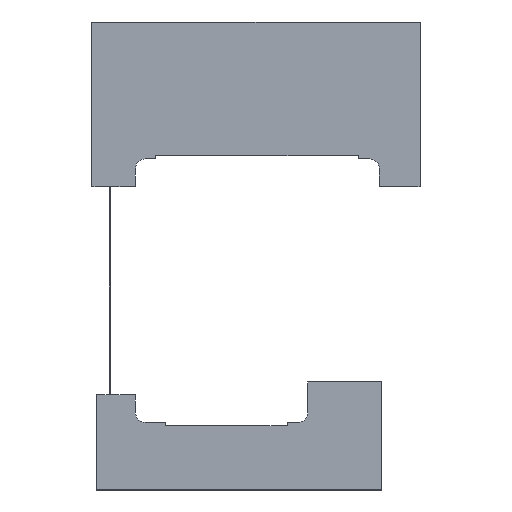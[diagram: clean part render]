
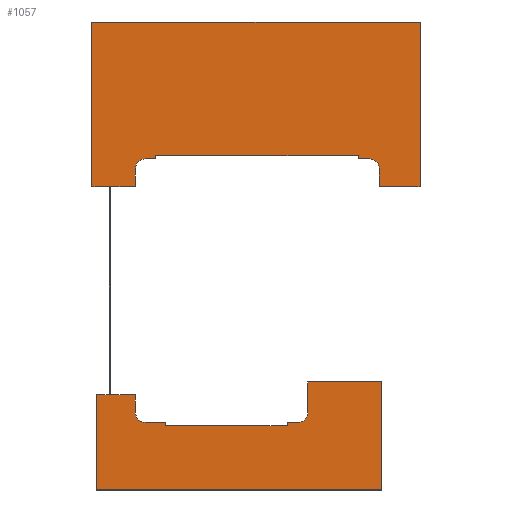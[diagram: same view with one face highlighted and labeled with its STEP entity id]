
A CAD part, top view. The second image highlights one B-rep face of the part: STEP entity #1057.
In plain terms, the highlighted planar face has unit normal (0, 0, 1).
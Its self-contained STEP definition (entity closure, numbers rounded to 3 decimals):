
#24 = VERTEX_POINT('',#25);
#25 = CARTESIAN_POINT('',(40.043,40.089,1.7));
#31 = EDGE_CURVE('',#24,#32,#34,.T.);
#32 = VERTEX_POINT('',#33);
#33 = CARTESIAN_POINT('',(40.043,34.589,1.7));
#34 = LINE('',#35,#36);
#35 = CARTESIAN_POINT('',(40.043,40.089,1.7));
#36 = VECTOR('',#37,1.);
#37 = DIRECTION('',(0.,-1.,0.));
#62 = EDGE_CURVE('',#32,#63,#65,.T.);
#63 = VERTEX_POINT('',#64);
#64 = CARTESIAN_POINT('',(52.542,34.589,1.7));
#65 = LINE('',#66,#67);
#66 = CARTESIAN_POINT('',(40.043,34.589,1.7));
#67 = VECTOR('',#68,1.);
#68 = DIRECTION('',(1.,0.,0.));
#93 = EDGE_CURVE('',#63,#94,#96,.T.);
#94 = VERTEX_POINT('',#95);
#95 = CARTESIAN_POINT('',(52.542,85.169,1.7));
#96 = LINE('',#97,#98);
#97 = CARTESIAN_POINT('',(52.542,34.589,1.7));
#98 = VECTOR('',#99,1.);
#99 = DIRECTION('',(0.,1.,0.));
#124 = EDGE_CURVE('',#94,#125,#127,.T.);
#125 = VERTEX_POINT('',#126);
#126 = CARTESIAN_POINT('',(-48.313,85.169,1.7));
#127 = LINE('',#128,#129);
#128 = CARTESIAN_POINT('',(52.542,85.169,1.7));
#129 = VECTOR('',#130,1.);
#130 = DIRECTION('',(-1.,0.,0.));
#155 = EDGE_CURVE('',#125,#156,#158,.T.);
#156 = VERTEX_POINT('',#157);
#157 = CARTESIAN_POINT('',(-48.313,34.589,1.7));
#158 = LINE('',#159,#160);
#159 = CARTESIAN_POINT('',(-48.313,85.169,1.7));
#160 = VECTOR('',#161,1.);
#161 = DIRECTION('',(0.,-1.,0.));
#186 = EDGE_CURVE('',#156,#187,#189,.T.);
#187 = VERTEX_POINT('',#188);
#188 = CARTESIAN_POINT('',(-43.027,34.589,1.7));
#189 = LINE('',#190,#191);
#190 = CARTESIAN_POINT('',(-48.313,34.589,1.7));
#191 = VECTOR('',#192,1.);
#192 = DIRECTION('',(1.,0.,0.));
#217 = EDGE_CURVE('',#187,#218,#220,.T.);
#218 = VERTEX_POINT('',#219);
#219 = CARTESIAN_POINT('',(-43.027,-29.35,1.7));
#220 = LINE('',#221,#222);
#221 = CARTESIAN_POINT('',(-43.027,34.589,1.7));
#222 = VECTOR('',#223,1.);
#223 = DIRECTION('',(0.,-1.,0.));
#248 = EDGE_CURVE('',#218,#249,#251,.T.);
#249 = VERTEX_POINT('',#250);
#250 = CARTESIAN_POINT('',(-46.913,-29.35,1.7));
#251 = LINE('',#252,#253);
#252 = CARTESIAN_POINT('',(-43.027,-29.35,1.7));
#253 = VECTOR('',#254,1.);
#254 = DIRECTION('',(-1.,0.,0.));
#279 = EDGE_CURVE('',#249,#280,#282,.T.);
#280 = VERTEX_POINT('',#281);
#281 = CARTESIAN_POINT('',(-46.913,-58.704,1.7));
#282 = LINE('',#283,#284);
#283 = CARTESIAN_POINT('',(-46.913,-29.35,1.7));
#284 = VECTOR('',#285,1.);
#285 = DIRECTION('',(0.,-1.,0.));
#310 = EDGE_CURVE('',#280,#311,#313,.T.);
#311 = VERTEX_POINT('',#312);
#312 = CARTESIAN_POINT('',(40.816,-58.704,1.7));
#313 = LINE('',#314,#315);
#314 = CARTESIAN_POINT('',(-46.913,-58.704,1.7));
#315 = VECTOR('',#316,1.);
#316 = DIRECTION('',(1.,0.,0.));
#341 = EDGE_CURVE('',#311,#342,#344,.T.);
#342 = VERTEX_POINT('',#343);
#343 = CARTESIAN_POINT('',(40.816,-25.5,1.7));
#344 = LINE('',#345,#346);
#345 = CARTESIAN_POINT('',(40.816,-58.704,1.7));
#346 = VECTOR('',#347,1.);
#347 = DIRECTION('',(0.,1.,0.));
#372 = EDGE_CURVE('',#342,#373,#375,.T.);
#373 = VERTEX_POINT('',#374);
#374 = CARTESIAN_POINT('',(18.043,-25.5,1.7));
#375 = LINE('',#376,#377);
#376 = CARTESIAN_POINT('',(40.816,-25.5,1.7));
#377 = VECTOR('',#378,1.);
#378 = DIRECTION('',(-1.,0.,0.));
#403 = EDGE_CURVE('',#373,#404,#406,.T.);
#404 = VERTEX_POINT('',#405);
#405 = CARTESIAN_POINT('',(18.043,-34.911,1.7));
#406 = LINE('',#407,#408);
#407 = CARTESIAN_POINT('',(18.043,-25.5,1.7));
#408 = VECTOR('',#409,1.);
#409 = DIRECTION('',(0.,-1.,0.));
#436 = VERTEX_POINT('',#437);
#437 = CARTESIAN_POINT('',(15.043,-37.911,1.7));
#443 = EDGE_CURVE('',#436,#404,#444,.T.);
#444 = CIRCLE('',#445,3.);
#445 = AXIS2_PLACEMENT_3D('',#446,#447,#448);
#446 = CARTESIAN_POINT('',(15.043,-34.911,1.7));
#447 = DIRECTION('',(0.,0.,1.));
#448 = DIRECTION('',(1.,0.,0.));
#467 = EDGE_CURVE('',#436,#468,#470,.T.);
#468 = VERTEX_POINT('',#469);
#469 = CARTESIAN_POINT('',(11.658,-37.911,1.7));
#470 = LINE('',#471,#472);
#471 = CARTESIAN_POINT('',(15.043,-37.911,1.7));
#472 = VECTOR('',#473,1.);
#473 = DIRECTION('',(-1.,0.,0.));
#498 = EDGE_CURVE('',#468,#499,#501,.T.);
#499 = VERTEX_POINT('',#500);
#500 = CARTESIAN_POINT('',(11.658,-38.911,1.7));
#501 = LINE('',#502,#503);
#502 = CARTESIAN_POINT('',(11.658,-37.911,1.7));
#503 = VECTOR('',#504,1.);
#504 = DIRECTION('',(0.,-1.,0.));
#529 = EDGE_CURVE('',#499,#530,#532,.T.);
#530 = VERTEX_POINT('',#531);
#531 = CARTESIAN_POINT('',(-25.643,-38.911,1.7));
#532 = LINE('',#533,#534);
#533 = CARTESIAN_POINT('',(11.658,-38.911,1.7));
#534 = VECTOR('',#535,1.);
#535 = DIRECTION('',(-1.,0.,0.));
#560 = EDGE_CURVE('',#530,#561,#563,.T.);
#561 = VERTEX_POINT('',#562);
#562 = CARTESIAN_POINT('',(-25.643,-37.911,1.7));
#563 = LINE('',#564,#565);
#564 = CARTESIAN_POINT('',(-25.643,-38.911,1.7));
#565 = VECTOR('',#566,1.);
#566 = DIRECTION('',(0.,1.,0.));
#591 = EDGE_CURVE('',#561,#592,#594,.T.);
#592 = VERTEX_POINT('',#593);
#593 = CARTESIAN_POINT('',(-31.957,-37.911,1.7));
#594 = LINE('',#595,#596);
#595 = CARTESIAN_POINT('',(-25.643,-37.911,1.7));
#596 = VECTOR('',#597,1.);
#597 = DIRECTION('',(-1.,0.,0.));
#624 = VERTEX_POINT('',#625);
#625 = CARTESIAN_POINT('',(-34.957,-34.911,1.7));
#631 = EDGE_CURVE('',#624,#592,#632,.T.);
#632 = CIRCLE('',#633,3.);
#633 = AXIS2_PLACEMENT_3D('',#634,#635,#636);
#634 = CARTESIAN_POINT('',(-31.957,-34.911,1.7));
#635 = DIRECTION('',(0.,0.,1.));
#636 = DIRECTION('',(1.,0.,0.));
#655 = EDGE_CURVE('',#624,#656,#658,.T.);
#656 = VERTEX_POINT('',#657);
#657 = CARTESIAN_POINT('',(-34.957,-29.411,1.7));
#658 = LINE('',#659,#660);
#659 = CARTESIAN_POINT('',(-34.957,-34.911,1.7));
#660 = VECTOR('',#661,1.);
#661 = DIRECTION('',(0.,1.,0.));
#686 = EDGE_CURVE('',#656,#687,#689,.T.);
#687 = VERTEX_POINT('',#688);
#688 = CARTESIAN_POINT('',(-42.527,-29.411,1.7));
#689 = LINE('',#690,#691);
#690 = CARTESIAN_POINT('',(-34.957,-29.411,1.7));
#691 = VECTOR('',#692,1.);
#692 = DIRECTION('',(-1.,0.,0.));
#717 = EDGE_CURVE('',#687,#718,#720,.T.);
#718 = VERTEX_POINT('',#719);
#719 = CARTESIAN_POINT('',(-42.527,34.589,1.7));
#720 = LINE('',#721,#722);
#721 = CARTESIAN_POINT('',(-42.527,-29.411,1.7));
#722 = VECTOR('',#723,1.);
#723 = DIRECTION('',(0.,1.,0.));
#748 = EDGE_CURVE('',#718,#749,#751,.T.);
#749 = VERTEX_POINT('',#750);
#750 = CARTESIAN_POINT('',(-34.957,34.589,1.7));
#751 = LINE('',#752,#753);
#752 = CARTESIAN_POINT('',(-42.527,34.589,1.7));
#753 = VECTOR('',#754,1.);
#754 = DIRECTION('',(1.,0.,0.));
#779 = EDGE_CURVE('',#749,#780,#782,.T.);
#780 = VERTEX_POINT('',#781);
#781 = CARTESIAN_POINT('',(-34.957,40.089,1.7));
#782 = LINE('',#783,#784);
#783 = CARTESIAN_POINT('',(-34.957,34.589,1.7));
#784 = VECTOR('',#785,1.);
#785 = DIRECTION('',(0.,1.,0.));
#812 = VERTEX_POINT('',#813);
#813 = CARTESIAN_POINT('',(-31.957,43.089,1.7));
#819 = EDGE_CURVE('',#812,#780,#820,.T.);
#820 = CIRCLE('',#821,3.);
#821 = AXIS2_PLACEMENT_3D('',#822,#823,#824);
#822 = CARTESIAN_POINT('',(-31.957,40.089,1.7));
#823 = DIRECTION('',(0.,0.,1.));
#824 = DIRECTION('',(1.,0.,0.));
#843 = EDGE_CURVE('',#812,#844,#846,.T.);
#844 = VERTEX_POINT('',#845);
#845 = CARTESIAN_POINT('',(-28.806,43.089,1.7));
#846 = LINE('',#847,#848);
#847 = CARTESIAN_POINT('',(-31.957,43.089,1.7));
#848 = VECTOR('',#849,1.);
#849 = DIRECTION('',(1.,0.,0.));
#874 = EDGE_CURVE('',#844,#875,#877,.T.);
#875 = VERTEX_POINT('',#876);
#876 = CARTESIAN_POINT('',(-28.806,44.089,1.7));
#877 = LINE('',#878,#879);
#878 = CARTESIAN_POINT('',(-28.806,43.089,1.7));
#879 = VECTOR('',#880,1.);
#880 = DIRECTION('',(0.,1.,0.));
#905 = EDGE_CURVE('',#875,#906,#908,.T.);
#906 = VERTEX_POINT('',#907);
#907 = CARTESIAN_POINT('',(33.567,44.089,1.7));
#908 = LINE('',#909,#910);
#909 = CARTESIAN_POINT('',(-28.806,44.089,1.7));
#910 = VECTOR('',#911,1.);
#911 = DIRECTION('',(1.,0.,0.));
#936 = EDGE_CURVE('',#906,#937,#939,.T.);
#937 = VERTEX_POINT('',#938);
#938 = CARTESIAN_POINT('',(33.567,43.089,1.7));
#939 = LINE('',#940,#941);
#940 = CARTESIAN_POINT('',(33.567,44.089,1.7));
#941 = VECTOR('',#942,1.);
#942 = DIRECTION('',(0.,-1.,0.));
#967 = EDGE_CURVE('',#937,#968,#970,.T.);
#968 = VERTEX_POINT('',#969);
#969 = CARTESIAN_POINT('',(37.043,43.089,1.7));
#970 = LINE('',#971,#972);
#971 = CARTESIAN_POINT('',(33.567,43.089,1.7));
#972 = VECTOR('',#973,1.);
#973 = DIRECTION('',(1.,0.,0.));
#998 = EDGE_CURVE('',#24,#968,#999,.T.);
#999 = CIRCLE('',#1000,3.);
#1000 = AXIS2_PLACEMENT_3D('',#1001,#1002,#1003);
#1001 = CARTESIAN_POINT('',(37.043,40.089,1.7));
#1002 = DIRECTION('',(0.,0.,1.));
#1003 = DIRECTION('',(1.,0.,0.));
#1057 = ADVANCED_FACE('',(#1058),#1092,.T.);
#1058 = FACE_BOUND('',#1059,.T.);
#1059 = EDGE_LOOP('',(#1060,#1061,#1062,#1063,#1064,#1065,#1066,#1067,
    #1068,#1069,#1070,#1071,#1072,#1073,#1074,#1075,#1076,#1077,#1078,
    #1079,#1080,#1081,#1082,#1083,#1084,#1085,#1086,#1087,#1088,#1089,
    #1090,#1091));
#1060 = ORIENTED_EDGE('',*,*,#31,.T.);
#1061 = ORIENTED_EDGE('',*,*,#62,.T.);
#1062 = ORIENTED_EDGE('',*,*,#93,.T.);
#1063 = ORIENTED_EDGE('',*,*,#124,.T.);
#1064 = ORIENTED_EDGE('',*,*,#155,.T.);
#1065 = ORIENTED_EDGE('',*,*,#186,.T.);
#1066 = ORIENTED_EDGE('',*,*,#217,.T.);
#1067 = ORIENTED_EDGE('',*,*,#248,.T.);
#1068 = ORIENTED_EDGE('',*,*,#279,.T.);
#1069 = ORIENTED_EDGE('',*,*,#310,.T.);
#1070 = ORIENTED_EDGE('',*,*,#341,.T.);
#1071 = ORIENTED_EDGE('',*,*,#372,.T.);
#1072 = ORIENTED_EDGE('',*,*,#403,.T.);
#1073 = ORIENTED_EDGE('',*,*,#443,.F.);
#1074 = ORIENTED_EDGE('',*,*,#467,.T.);
#1075 = ORIENTED_EDGE('',*,*,#498,.T.);
#1076 = ORIENTED_EDGE('',*,*,#529,.T.);
#1077 = ORIENTED_EDGE('',*,*,#560,.T.);
#1078 = ORIENTED_EDGE('',*,*,#591,.T.);
#1079 = ORIENTED_EDGE('',*,*,#631,.F.);
#1080 = ORIENTED_EDGE('',*,*,#655,.T.);
#1081 = ORIENTED_EDGE('',*,*,#686,.T.);
#1082 = ORIENTED_EDGE('',*,*,#717,.T.);
#1083 = ORIENTED_EDGE('',*,*,#748,.T.);
#1084 = ORIENTED_EDGE('',*,*,#779,.T.);
#1085 = ORIENTED_EDGE('',*,*,#819,.F.);
#1086 = ORIENTED_EDGE('',*,*,#843,.T.);
#1087 = ORIENTED_EDGE('',*,*,#874,.T.);
#1088 = ORIENTED_EDGE('',*,*,#905,.T.);
#1089 = ORIENTED_EDGE('',*,*,#936,.T.);
#1090 = ORIENTED_EDGE('',*,*,#967,.T.);
#1091 = ORIENTED_EDGE('',*,*,#998,.F.);
#1092 = PLANE('',#1093);
#1093 = AXIS2_PLACEMENT_3D('',#1094,#1095,#1096);
#1094 = CARTESIAN_POINT('',(-7.623,11.818,1.7));
#1095 = DIRECTION('',(0.,0.,1.));
#1096 = DIRECTION('',(1.,0.,0.));
